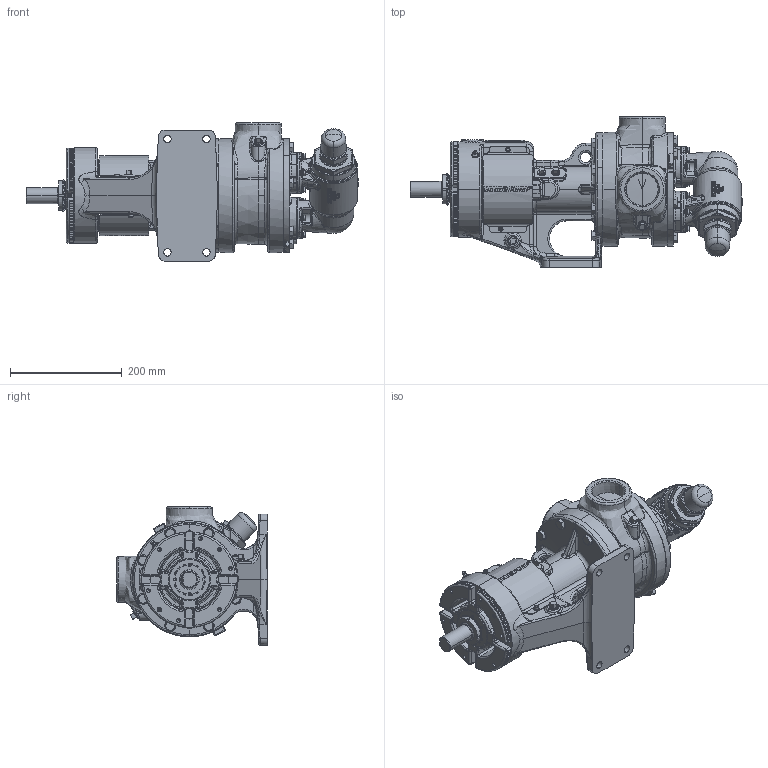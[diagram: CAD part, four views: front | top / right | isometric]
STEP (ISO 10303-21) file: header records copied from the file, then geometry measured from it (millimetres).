
FILE_DESCRIPTION (( 'STEP AP214' ), '1' );
FILE_NAME ('KV-2733.step', '2025-12-05T03:12:52', ( '' ), ( '' ), 'SwSTEP 2.0', 'SolidWorks 2024', '' );
FILE_SCHEMA (( 'AUTOMOTIVE_DESIGN' ));
Products named in the file (1): KV-2733
Bounding box: 594.66 x 270.1 x 247.87 mm (x, y, z)
Volume: 8718142.1 mm3; surface area: 651851.2 mm2
Topology: 1 solids, 1 shells, 5118 faces, 13066 edges, 8111 vertices
Faces by surface type: plane 1746, bspline 1516, cone 838, cylinder 718, torus 208, sphere 92
Entity records: 314817 total; most frequent: CARTESIAN_POINT 203804, ORIENTED_EDGE 25898, DIRECTION 19052, EDGE_CURVE 12949, VERTEX_POINT 8104, AXIS2_PLACEMENT_3D 7188, EDGE_LOOP 5423, ADVANCED_FACE 5118
